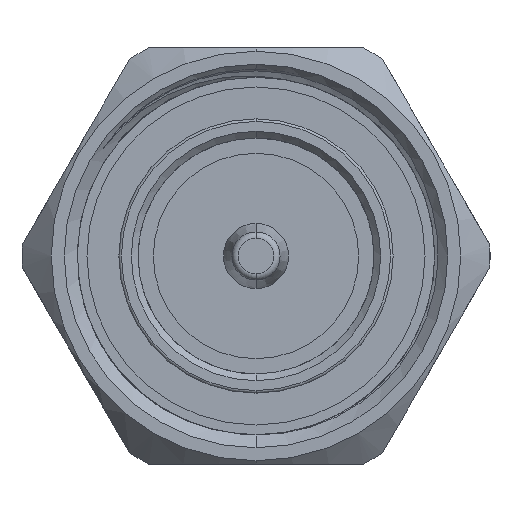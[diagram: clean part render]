
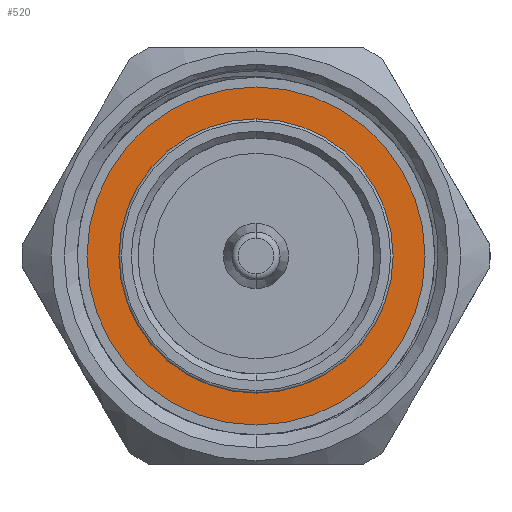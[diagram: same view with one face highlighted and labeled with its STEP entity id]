
A CAD part, left-side view. The second image highlights one B-rep face of the part: STEP entity #520.
In plain terms, the highlighted planar face has unit normal (-1, 0, 0).
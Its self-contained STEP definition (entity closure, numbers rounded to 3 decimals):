
#57 = CARTESIAN_POINT ( 'NONE',  ( 4.622, 0., -13. ) ) ;
#85 = PLANE ( 'NONE',  #4130 ) ;
#108 = EDGE_CURVE ( 'NONE', #224, #810, #5173, .T. ) ;
#224 = VERTEX_POINT ( 'NONE', #2784 ) ;
#253 = CARTESIAN_POINT ( 'NONE',  ( 4.622, 0., 0. ) ) ;
#391 = ORIENTED_EDGE ( 'NONE', *, *, #4981, .F. ) ;
#485 = EDGE_CURVE ( 'NONE', #2993, #3807, #4093, .T. ) ;
#520 = ADVANCED_FACE ( 'NONE', ( #3044, #5119 ), #85, .T. ) ;
#627 = AXIS2_PLACEMENT_3D ( 'NONE', #2330, #5038, #2776 ) ;
#810 = VERTEX_POINT ( 'NONE', #1375 ) ;
#940 = CARTESIAN_POINT ( 'NONE',  ( 4.622, 0., 0. ) ) ;
#1357 = DIRECTION ( 'NONE',  ( 0., 0., 1. ) ) ;
#1375 = CARTESIAN_POINT ( 'NONE',  ( 4.622, 0., 10.45 ) ) ;
#1577 = AXIS2_PLACEMENT_3D ( 'NONE', #940, #3910, #1357 ) ;
#1692 = DIRECTION ( 'NONE',  ( 0., 0., 1. ) ) ;
#1796 = CIRCLE ( 'NONE', #1577, 13. ) ;
#1880 = CARTESIAN_POINT ( 'NONE',  ( 4.622, 0., 0. ) ) ;
#1896 = DIRECTION ( 'NONE',  ( -1., 0., 0. ) ) ;
#2330 = CARTESIAN_POINT ( 'NONE',  ( 4.622, 0., 0. ) ) ;
#2367 = ORIENTED_EDGE ( 'NONE', *, *, #485, .T. ) ;
#2383 = CIRCLE ( 'NONE', #627, 10.45 ) ;
#2494 = CARTESIAN_POINT ( 'NONE',  ( 4.622, 0., 13. ) ) ;
#2693 = DIRECTION ( 'NONE',  ( 0., 0., 1. ) ) ;
#2776 = DIRECTION ( 'NONE',  ( 0., 0., 1. ) ) ;
#2784 = CARTESIAN_POINT ( 'NONE',  ( 4.622, 0., -10.45 ) ) ;
#2924 = ORIENTED_EDGE ( 'NONE', *, *, #3024, .T. ) ;
#2993 = VERTEX_POINT ( 'NONE', #57 ) ;
#3024 = EDGE_CURVE ( 'NONE', #3807, #2993, #1796, .T. ) ;
#3044 = FACE_OUTER_BOUND ( 'NONE', #3493, .T. ) ;
#3079 = AXIS2_PLACEMENT_3D ( 'NONE', #3719, #4086, #2693 ) ;
#3493 = EDGE_LOOP ( 'NONE', ( #2924, #2367 ) ) ;
#3719 = CARTESIAN_POINT ( 'NONE',  ( 4.622, 0., 0. ) ) ;
#3807 = VERTEX_POINT ( 'NONE', #2494 ) ;
#3864 = DIRECTION ( 'NONE',  ( -1., 0., 0. ) ) ;
#3910 = DIRECTION ( 'NONE',  ( -1., 0., 0. ) ) ;
#4086 = DIRECTION ( 'NONE',  ( -1., 0., 0. ) ) ;
#4093 = CIRCLE ( 'NONE', #3079, 13. ) ;
#4130 = AXIS2_PLACEMENT_3D ( 'NONE', #253, #3864, #5201 ) ;
#4717 = ORIENTED_EDGE ( 'NONE', *, *, #108, .F. ) ;
#4848 = EDGE_LOOP ( 'NONE', ( #391, #4717 ) ) ;
#4981 = EDGE_CURVE ( 'NONE', #810, #224, #2383, .T. ) ;
#4993 = AXIS2_PLACEMENT_3D ( 'NONE', #1880, #1896, #1692 ) ;
#5038 = DIRECTION ( 'NONE',  ( -1., 0., 0. ) ) ;
#5119 = FACE_BOUND ( 'NONE', #4848, .T. ) ;
#5173 = CIRCLE ( 'NONE', #4993, 10.45 ) ;
#5201 = DIRECTION ( 'NONE',  ( 0., 0., 1. ) ) ;
